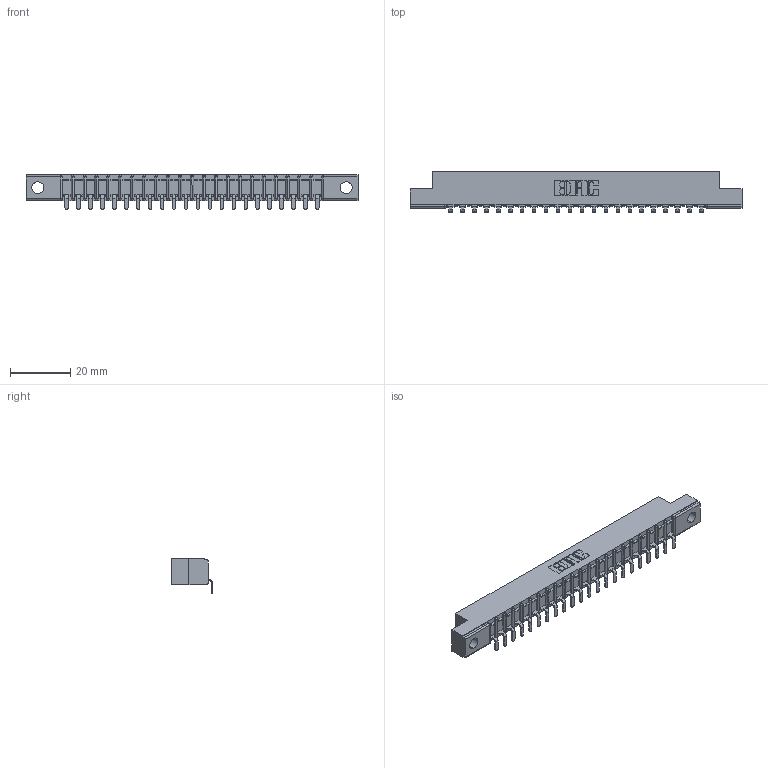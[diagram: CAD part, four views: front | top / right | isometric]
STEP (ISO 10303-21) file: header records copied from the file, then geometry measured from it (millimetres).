
FILE_DESCRIPTION (( 'STEP AP203' ), '1' );
FILE_NAME ('307-022-553-102.STEP', '2018-08-04T03:47:05', ( '' ), ( '' ), 'SwSTEP 2.0', 'SolidWorks 2016', '' );
FILE_SCHEMA (( 'CONFIG_CONTROL_DESIGN' ));
Length unit declared in the file: inch
Products named in the file (3): 307-022-553-102; 307 Part_.128 Dia Mounting Holes; 307-290-002_553
Assembly tree (23 placements, depth 2):
  307-022-553-102
    307 Part_.128 Dia Mounting Holes
    307-290-002_553  x22
Bounding box: 110.19 x 13.32 x 11.51 mm (x, y, z)
Volume: 7186.3 mm3; surface area: 12925.4 mm2
Topology: 23 solids, 23 shells, 1857 faces, 5691 edges, 3730 vertices
Faces by surface type: plane 1104, cylinder 707, sphere 46
Entity records: 22182 total; most frequent: CARTESIAN_POINT 3740, ORIENTED_EDGE 3730, DIRECTION 3643, EDGE_CURVE 1865, VECTOR 1417, LINE 1417, VERTEX_POINT 1210, AXIS2_PLACEMENT_3D 1113
